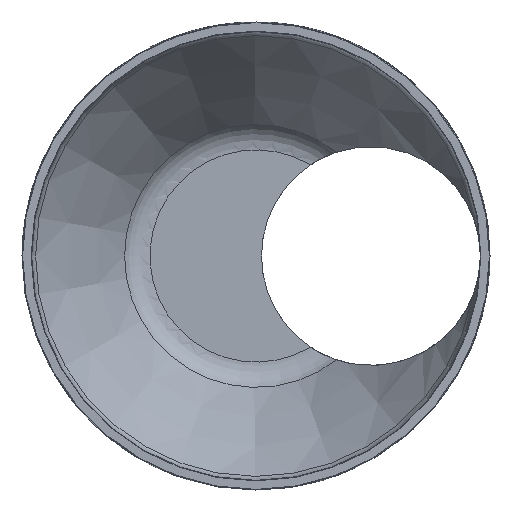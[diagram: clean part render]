
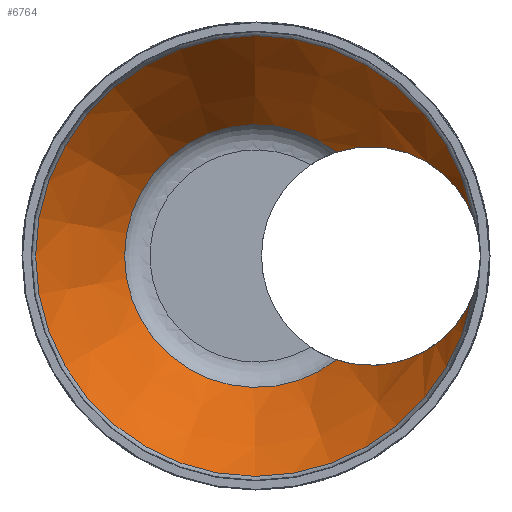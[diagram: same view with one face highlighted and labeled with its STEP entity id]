
A CAD part, left-side view. The second image highlights one B-rep face of the part: STEP entity #6764.
In plain terms, the highlighted conical face has half-angle 30 degrees and reference radius 37.693 mm.
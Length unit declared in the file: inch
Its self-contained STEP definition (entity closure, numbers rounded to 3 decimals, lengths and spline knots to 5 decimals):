
#18=CONICAL_SURFACE('',#7123,1.48399,30.);
#796=FACE_OUTER_BOUND('',#1208,.T.);
#1208=EDGE_LOOP('',(#6327,#6328,#6329,#6330));
#1599=B_SPLINE_CURVE_WITH_KNOTS('',3,(#15109,#15110,#15111,#15112,#15113,
#15114,#15115,#15116,#15117,#15118,#15119,#15120,#15121,#15122,#15123,#15124,
#15125,#15126,#15127,#15128,#15129,#15130,#15131,#15132,#15133),
 .UNSPECIFIED.,.F.,.F.,(4,3,3,3,3,3,3,3,4),(1.15781,2.60435,
3.43403,3.82799,4.17226,4.86958,5.53858,
5.72001,5.92305),.UNSPECIFIED.);
#1602=B_SPLINE_CURVE_WITH_KNOTS('',3,(#15156,#15157,#15158,#15159,#15160,
#15161,#15162,#15163,#15164,#15165,#15166,#15167,#15168,#15169,#15170,#15171,
#15172,#15173,#15174,#15175,#15176,#15177,#15178,#15179,#15180),
 .UNSPECIFIED.,.F.,.F.,(4,3,3,3,3,3,3,3,4),(7.63855,7.90551,
8.09842,8.76931,9.23512,9.51546,9.76046,
11.23433,12.4038),.UNSPECIFIED.);
#1739=CIRCLE('',#7111,1.88351);
#1743=CIRCLE('',#7121,1.12314);
#3296=VERTEX_POINT('',#15094);
#3297=VERTEX_POINT('',#15101);
#3298=VERTEX_POINT('',#15108);
#3301=VERTEX_POINT('',#15145);
#4302=EDGE_CURVE('',#3298,#3297,#1599,.T.);
#4306=EDGE_CURVE('',#3296,#3301,#1602,.T.);
#4311=EDGE_CURVE('',#3296,#3297,#1739,.T.);
#4315=EDGE_CURVE('',#3298,#3301,#1743,.T.);
#6327=ORIENTED_EDGE('',*,*,#4302,.T.);
#6328=ORIENTED_EDGE('',*,*,#4311,.F.);
#6329=ORIENTED_EDGE('',*,*,#4306,.T.);
#6330=ORIENTED_EDGE('',*,*,#4315,.F.);
#6764=ADVANCED_FACE('',(#796),#18,.F.);
#7111=AXIS2_PLACEMENT_3D('',#15191,#8254,#8255);
#7121=AXIS2_PLACEMENT_3D('',#15204,#8274,#8275);
#7123=AXIS2_PLACEMENT_3D('',#15206,#8278,#8279);
#8254=DIRECTION('center_axis',(1.,0.,0.));
#8255=DIRECTION('ref_axis',(0.,1.,0.));
#8274=DIRECTION('center_axis',(-1.,0.,0.));
#8275=DIRECTION('ref_axis',(0.,1.,0.));
#8278=DIRECTION('center_axis',(-1.,0.,0.));
#8279=DIRECTION('ref_axis',(0.,-1.,0.));
#15094=CARTESIAN_POINT('',(0.55801,-1.85219,-0.34205));
#15101=CARTESIAN_POINT('',(0.55801,-1.85219,0.34205));
#15108=CARTESIAN_POINT('',(1.875,-0.68816,0.88763));
#15109=CARTESIAN_POINT('Ctrl Pts',(1.875,-0.68816,0.88763));
#15110=CARTESIAN_POINT('Ctrl Pts',(1.70954,-0.79742,
0.9238));
#15111=CARTESIAN_POINT('Ctrl Pts',(1.54536,-0.92024,
0.94162));
#15112=CARTESIAN_POINT('Ctrl Pts',(1.39123,-1.04733,0.93271));
#15113=CARTESIAN_POINT('Ctrl Pts',(1.30283,-1.12022,0.92761));
#15114=CARTESIAN_POINT('Ctrl Pts',(1.21769,-1.19443,0.9138));
#15115=CARTESIAN_POINT('Ctrl Pts',(1.13717,-1.26777,0.89026));
#15116=CARTESIAN_POINT('Ctrl Pts',(1.09893,-1.3026,0.87908));
#15117=CARTESIAN_POINT('Ctrl Pts',(1.06173,-1.33722,0.86571));
#15118=CARTESIAN_POINT('Ctrl Pts',(1.0257,-1.3714,0.85005));
#15119=CARTESIAN_POINT('Ctrl Pts',(0.99421,-1.40127,
0.83637));
#15120=CARTESIAN_POINT('Ctrl Pts',(0.96391,-1.43051,0.82115));
#15121=CARTESIAN_POINT('Ctrl Pts',(0.93315,-1.46065,0.80319));
#15122=CARTESIAN_POINT('Ctrl Pts',(0.87086,-1.5217,0.76681));
#15123=CARTESIAN_POINT('Ctrl Pts',(0.80867,-1.58475,
0.71942));
#15124=CARTESIAN_POINT('Ctrl Pts',(0.75323,-1.64248,
0.66181));
#15125=CARTESIAN_POINT('Ctrl Pts',(0.70003,-1.69786,
0.60654));
#15126=CARTESIAN_POINT('Ctrl Pts',(0.65304,-1.74825,0.5418));
#15127=CARTESIAN_POINT('Ctrl Pts',(0.61571,-1.78886,
0.47245));
#15128=CARTESIAN_POINT('Ctrl Pts',(0.60559,-1.79987,
0.45364));
#15129=CARTESIAN_POINT('Ctrl Pts',(0.59609,-1.81025,
0.43445));
#15130=CARTESIAN_POINT('Ctrl Pts',(0.5869,-1.82034,
0.41402));
#15131=CARTESIAN_POINT('Ctrl Pts',(0.57661,-1.83163,
0.39116));
#15132=CARTESIAN_POINT('Ctrl Pts',(0.5669,-1.84235,0.36708));
#15133=CARTESIAN_POINT('Ctrl Pts',(0.55801,-1.85219,0.34205));
#15145=CARTESIAN_POINT('',(1.875,-0.68816,-0.88763));
#15156=CARTESIAN_POINT('Ctrl Pts',(0.55801,-1.85219,-0.34205));
#15157=CARTESIAN_POINT('Ctrl Pts',(0.56969,-1.83925,
-0.37496));
#15158=CARTESIAN_POINT('Ctrl Pts',(0.58282,-1.82479,-0.40622));
#15159=CARTESIAN_POINT('Ctrl Pts',(0.59677,-1.80952,
-0.43524));
#15160=CARTESIAN_POINT('Ctrl Pts',(0.60686,-1.79849,-0.45622));
#15161=CARTESIAN_POINT('Ctrl Pts',(0.61732,-1.78708,
-0.47603));
#15162=CARTESIAN_POINT('Ctrl Pts',(0.62869,-1.77477,-0.49573));
#15163=CARTESIAN_POINT('Ctrl Pts',(0.66823,-1.73194,
-0.56422));
#15164=CARTESIAN_POINT('Ctrl Pts',(0.71723,-1.67967,
-0.62732));
#15165=CARTESIAN_POINT('Ctrl Pts',(0.77189,-1.6231,-0.6806));
#15166=CARTESIAN_POINT('Ctrl Pts',(0.80985,-1.58383,
-0.71759));
#15167=CARTESIAN_POINT('Ctrl Pts',(0.8505,-1.54253,
-0.74999));
#15168=CARTESIAN_POINT('Ctrl Pts',(0.89189,-1.50138,
-0.77748));
#15169=CARTESIAN_POINT('Ctrl Pts',(0.9168,-1.47662,
-0.79402));
#15170=CARTESIAN_POINT('Ctrl Pts',(0.94197,-1.45192,
-0.8088));
#15171=CARTESIAN_POINT('Ctrl Pts',(0.96689,-1.42778,
-0.82189));
#15172=CARTESIAN_POINT('Ctrl Pts',(0.98868,-1.40668,
-0.83334));
#15173=CARTESIAN_POINT('Ctrl Pts',(1.01058,-1.3857,-0.84368));
#15174=CARTESIAN_POINT('Ctrl Pts',(1.03308,-1.36441,-0.85322));
#15175=CARTESIAN_POINT('Ctrl Pts',(1.16847,-1.23632,-0.91063));
#15176=CARTESIAN_POINT('Ctrl Pts',(1.32023,-1.10235,-0.93595));
#15177=CARTESIAN_POINT('Ctrl Pts',(1.48083,-0.97482,
-0.93497));
#15178=CARTESIAN_POINT('Ctrl Pts',(1.60826,-0.87362,
-0.93419));
#15179=CARTESIAN_POINT('Ctrl Pts',(1.74124,-0.77649,
-0.91687));
#15180=CARTESIAN_POINT('Ctrl Pts',(1.875,-0.68816,-0.88763));
#15191=CARTESIAN_POINT('Origin',(0.55801,0.,
0.));
#15204=CARTESIAN_POINT('Origin',(1.875,0.,0.));
#15206=CARTESIAN_POINT('Origin',(1.25,0.,0.));
